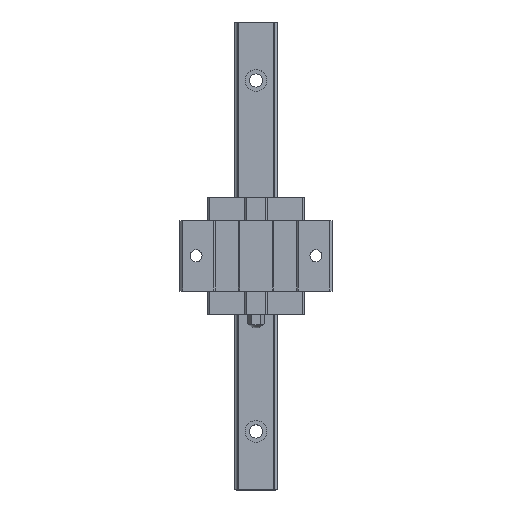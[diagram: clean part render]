
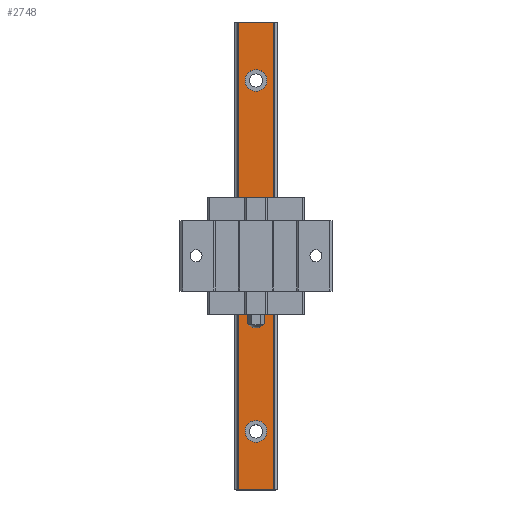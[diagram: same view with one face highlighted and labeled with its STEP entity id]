
A CAD part, top view. The second image highlights one B-rep face of the part: STEP entity #2748.
In plain terms, the highlighted planar face has unit normal (0, 0, 1).
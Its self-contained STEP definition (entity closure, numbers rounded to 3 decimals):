
#81=LINE('',#4856,#353);
#82=LINE('',#4860,#354);
#83=LINE('',#4862,#355);
#84=LINE('',#4864,#356);
#353=VECTOR('',#4028,1000.);
#354=VECTOR('',#4033,1000.);
#355=VECTOR('',#4034,1000.);
#356=VECTOR('',#4035,1000.);
#602=PLANE('',#3663);
#771=ORIENTED_EDGE('',*,*,#1489,.T.);
#772=ORIENTED_EDGE('',*,*,#1493,.T.);
#773=ORIENTED_EDGE('',*,*,#1547,.T.);
#774=ORIENTED_EDGE('',*,*,#1548,.F.);
#775=ORIENTED_EDGE('',*,*,#1546,.F.);
#776=ORIENTED_EDGE('',*,*,#1549,.T.);
#777=ORIENTED_EDGE('',*,*,#1550,.T.);
#1489=EDGE_CURVE('',#1888,#1888,#2165,.T.);
#1493=EDGE_CURVE('',#1892,#1892,#2169,.T.);
#1546=EDGE_CURVE('',#1929,#1928,#81,.T.);
#1547=EDGE_CURVE('',#1930,#1930,#2189,.T.);
#1548=EDGE_CURVE('',#1928,#1931,#82,.T.);
#1549=EDGE_CURVE('',#1929,#1932,#83,.T.);
#1550=EDGE_CURVE('',#1932,#1931,#84,.T.);
#1888=VERTEX_POINT('',#4738);
#1892=VERTEX_POINT('',#4749);
#1928=VERTEX_POINT('',#4853);
#1929=VERTEX_POINT('',#4855);
#1930=VERTEX_POINT('',#4859);
#1931=VERTEX_POINT('',#4861);
#1932=VERTEX_POINT('',#4863);
#2165=CIRCLE('',#3619,3.75);
#2169=CIRCLE('',#3626,3.75);
#2189=CIRCLE('',#3664,3.75);
#2311=EDGE_LOOP('',(#771));
#2312=EDGE_LOOP('',(#772));
#2313=EDGE_LOOP('',(#773));
#2314=EDGE_LOOP('',(#774,#775,#776,#777));
#2505=FACE_BOUND('',#2311,.T.);
#2506=FACE_BOUND('',#2312,.T.);
#2507=FACE_BOUND('',#2313,.T.);
#2508=FACE_BOUND('',#2314,.T.);
#2748=ADVANCED_FACE('',(#2505,#2506,#2507,#2508),#602,.T.);
#3619=AXIS2_PLACEMENT_3D('',#4737,#3907,#3908);
#3626=AXIS2_PLACEMENT_3D('',#4748,#3921,#3922);
#3663=AXIS2_PLACEMENT_3D('',#4857,#4029,#4030);
#3664=AXIS2_PLACEMENT_3D('',#4858,#4031,#4032);
#3907=DIRECTION('',(0.,0.,-1.));
#3908=DIRECTION('',(0.,-1.,0.));
#3921=DIRECTION('',(0.,0.,-1.));
#3922=DIRECTION('',(0.,-1.,0.));
#4028=DIRECTION('',(0.,1.,0.));
#4029=DIRECTION('',(0.,0.,1.));
#4030=DIRECTION('',(1.,0.,0.));
#4031=DIRECTION('',(0.,0.,-1.));
#4032=DIRECTION('',(0.,-1.,0.));
#4033=DIRECTION('',(1.,0.,0.));
#4034=DIRECTION('',(1.,0.,0.));
#4035=DIRECTION('',(0.,1.,0.));
#4737=CARTESIAN_POINT('',(0.,-60.,13.));
#4738=CARTESIAN_POINT('',(0.,-63.75,13.));
#4748=CARTESIAN_POINT('',(0.,0.,13.));
#4749=CARTESIAN_POINT('',(0.,-3.75,13.));
#4853=CARTESIAN_POINT('',(-6.014,80.,13.));
#4855=CARTESIAN_POINT('',(-6.014,-80.,13.));
#4856=CARTESIAN_POINT('',(-6.014,-80.,13.));
#4857=CARTESIAN_POINT('',(-6.014,-80.,13.));
#4858=CARTESIAN_POINT('',(0.,60.,13.));
#4859=CARTESIAN_POINT('',(0.,56.25,13.));
#4860=CARTESIAN_POINT('',(-6.014,80.,13.));
#4861=CARTESIAN_POINT('',(6.014,80.,13.));
#4862=CARTESIAN_POINT('',(-6.014,-80.,13.));
#4863=CARTESIAN_POINT('',(6.014,-80.,13.));
#4864=CARTESIAN_POINT('',(6.014,-80.,13.));
